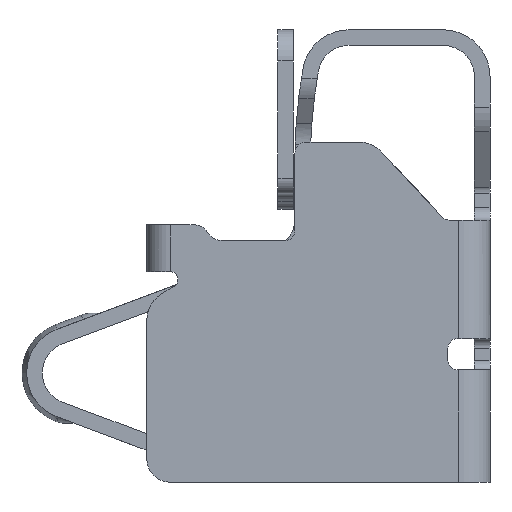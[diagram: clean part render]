
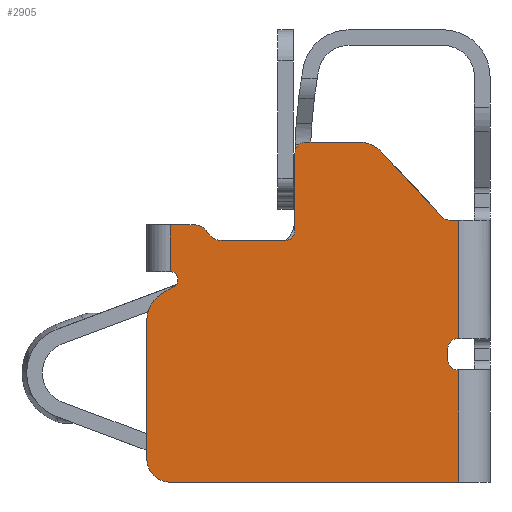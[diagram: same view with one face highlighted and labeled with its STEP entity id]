
A CAD part, left-side view. The second image highlights one B-rep face of the part: STEP entity #2905.
In plain terms, the highlighted planar face has unit normal (-1, 0, 0).
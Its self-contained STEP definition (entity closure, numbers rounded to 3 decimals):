
#186=DIRECTION('',(0.,0.,-1.));
#187=VECTOR('',#186,0.08);
#188=CARTESIAN_POINT('',(-0.5,-0.49,-2.04));
#189=LINE('',#188,#187);
#190=DIRECTION('',(0.,1.,0.));
#191=VECTOR('',#190,0.01);
#192=CARTESIAN_POINT('',(-0.5,-0.56,-2.18));
#193=LINE('',#192,#191);
#194=DIRECTION('',(0.,0.,1.));
#195=VECTOR('',#194,0.72);
#196=CARTESIAN_POINT('',(-0.5,-0.56,-2.9));
#197=LINE('',#196,#195);
#198=CARTESIAN_POINT('',(-0.5,1.29,-2.75));
#199=DIRECTION('',(-1.,0.,0.));
#200=DIRECTION('',(0.,1.,0.));
#201=AXIS2_PLACEMENT_3D('',#198,#199,#200);
#203=DIRECTION('',(0.,0.,-1.));
#204=VECTOR('',#203,0.888);
#205=CARTESIAN_POINT('',(-0.5,1.44,-1.862));
#206=LINE('',#205,#204);
#207=CARTESIAN_POINT('',(-0.5,1.24,-1.862));
#208=DIRECTION('',(1.,0.,0.));
#209=DIRECTION('',(0.,1.,0.));
#210=AXIS2_PLACEMENT_3D('',#207,#208,#209);
#212=DIRECTION('',(0.,0.854,-0.521));
#213=VECTOR('',#212,0.094);
#214=CARTESIAN_POINT('',(-0.5,1.264,-1.643));
#215=LINE('',#214,#213);
#216=CARTESIAN_POINT('',(-0.5,1.29,-1.6));
#217=DIRECTION('',(1.,0.,0.));
#218=DIRECTION('',(0.,0.,1.));
#219=AXIS2_PLACEMENT_3D('',#216,#217,#218);
#221=DIRECTION('',(0.,0.,1.));
#222=VECTOR('',#221,0.3);
#223=CARTESIAN_POINT('',(-0.5,1.29,-1.55));
#224=LINE('',#223,#222);
#225=DIRECTION('',(0.,1.,0.));
#226=VECTOR('',#225,0.153);
#227=CARTESIAN_POINT('',(-0.5,1.137,-1.25));
#228=LINE('',#227,#226);
#229=CARTESIAN_POINT('',(-0.5,1.137,-1.35));
#230=DIRECTION('',(-1.,0.,0.));
#231=DIRECTION('',(0.,-0.866,0.5));
#232=AXIS2_PLACEMENT_3D('',#229,#230,#231);
#234=CARTESIAN_POINT('',(-0.5,0.963,-1.25));
#235=DIRECTION('',(1.,0.,0.));
#236=DIRECTION('',(0.,0.,-1.));
#237=AXIS2_PLACEMENT_3D('',#234,#235,#236);
#239=DIRECTION('',(0.,1.,0.));
#240=VECTOR('',#239,0.411);
#241=CARTESIAN_POINT('',(-0.5,0.552,-1.35));
#242=LINE('',#241,#240);
#243=CARTESIAN_POINT('',(-0.5,0.552,-1.288));
#244=DIRECTION('',(1.,0.,0.));
#245=DIRECTION('',(0.,-1.,0.));
#246=AXIS2_PLACEMENT_3D('',#243,#244,#245);
#248=DIRECTION('',(0.,0.,-1.));
#249=VECTOR('',#248,0.498);
#250=CARTESIAN_POINT('',(-0.5,0.49,-0.79));
#251=LINE('',#250,#249);
#252=CARTESIAN_POINT('',(-0.5,0.42,-0.79));
#253=DIRECTION('',(-1.,0.,0.));
#254=DIRECTION('',(0.,0.,1.));
#255=AXIS2_PLACEMENT_3D('',#252,#253,#254);
#257=DIRECTION('',(0.,1.,0.));
#258=VECTOR('',#257,0.34);
#259=CARTESIAN_POINT('',(-0.5,0.08,-0.72));
#260=LINE('',#259,#258);
#261=CARTESIAN_POINT('',(-0.5,0.08,-0.92));
#262=DIRECTION('',(-1.,0.,0.));
#263=DIRECTION('',(0.,-0.73,0.683));
#264=AXIS2_PLACEMENT_3D('',#261,#262,#263);
#266=DIRECTION('',(0.,0.683,0.73));
#267=VECTOR('',#266,0.572);
#268=CARTESIAN_POINT('',(-0.5,-0.456,-1.201));
#269=LINE('',#268,#267);
#270=CARTESIAN_POINT('',(-0.5,-0.5,-1.16));
#271=DIRECTION('',(1.,0.,0.));
#272=DIRECTION('',(0.,0.,-1.));
#273=AXIS2_PLACEMENT_3D('',#270,#271,#272);
#275=DIRECTION('',(0.,0.,1.));
#276=VECTOR('',#275,0.76);
#277=CARTESIAN_POINT('',(-0.5,-0.56,-1.98));
#278=LINE('',#277,#276);
#279=DIRECTION('',(0.,1.,0.));
#280=VECTOR('',#279,0.01);
#281=CARTESIAN_POINT('',(-0.5,-0.56,-1.98));
#282=LINE('',#281,#280);
#767=DIRECTION('',(0.,-1.,0.));
#768=VECTOR('',#767,1.85);
#769=CARTESIAN_POINT('',(-0.5,1.29,-2.9));
#770=LINE('',#769,#768);
#1497=CARTESIAN_POINT('',(-0.5,-0.55,-2.12));
#1498=DIRECTION('',(1.,0.,0.));
#1499=DIRECTION('',(0.,0.,-1.));
#1500=AXIS2_PLACEMENT_3D('',#1497,#1498,#1499);
#1537=CARTESIAN_POINT('',(-0.5,-0.55,-2.04));
#1538=DIRECTION('',(1.,0.,0.));
#1539=DIRECTION('',(0.,1.,0.));
#1540=AXIS2_PLACEMENT_3D('',#1537,#1538,#1539);
#1552=DIRECTION('',(0.,1.,0.));
#1553=VECTOR('',#1552,0.06);
#1554=CARTESIAN_POINT('',(-0.5,-0.56,-1.22));
#1555=LINE('',#1554,#1553);
#2411=CARTESIAN_POINT('',(-0.5,-0.5,-1.22));
#2412=CARTESIAN_POINT('',(-0.5,-0.456,-1.201));
#2413=VERTEX_POINT('',#2411);
#2414=VERTEX_POINT('',#2412);
#2415=CARTESIAN_POINT('',(-0.5,-0.066,-0.783));
#2416=VERTEX_POINT('',#2415);
#2417=CARTESIAN_POINT('',(-0.5,0.08,-0.72));
#2418=VERTEX_POINT('',#2417);
#2419=CARTESIAN_POINT('',(-0.5,0.42,-0.72));
#2420=VERTEX_POINT('',#2419);
#2421=CARTESIAN_POINT('',(-0.5,1.44,-2.75));
#2422=CARTESIAN_POINT('',(-0.5,1.29,-2.9));
#2423=VERTEX_POINT('',#2421);
#2424=VERTEX_POINT('',#2422);
#2479=CARTESIAN_POINT('',(-0.5,-0.56,-1.22));
#2481=VERTEX_POINT('',#2479);
#2486=CARTESIAN_POINT('',(-0.5,-0.56,-1.98));
#2487=VERTEX_POINT('',#2486);
#2488=CARTESIAN_POINT('',(-0.5,-0.56,-2.9));
#2489=VERTEX_POINT('',#2488);
#2494=CARTESIAN_POINT('',(-0.5,0.49,-0.79));
#2495=VERTEX_POINT('',#2494);
#2496=CARTESIAN_POINT('',(-0.5,0.49,-1.288));
#2497=VERTEX_POINT('',#2496);
#2498=CARTESIAN_POINT('',(-0.5,0.552,-1.35));
#2499=VERTEX_POINT('',#2498);
#2500=CARTESIAN_POINT('',(-0.5,0.963,-1.35));
#2501=VERTEX_POINT('',#2500);
#2502=CARTESIAN_POINT('',(-0.5,1.05,-1.3));
#2503=VERTEX_POINT('',#2502);
#2504=CARTESIAN_POINT('',(-0.5,1.137,-1.25));
#2505=VERTEX_POINT('',#2504);
#2566=CARTESIAN_POINT('',(-0.5,1.264,-1.643));
#2568=VERTEX_POINT('',#2566);
#2570=CARTESIAN_POINT('',(-0.5,1.344,-1.692));
#2572=VERTEX_POINT('',#2570);
#2574=CARTESIAN_POINT('',(-0.5,1.44,-1.862));
#2575=VERTEX_POINT('',#2574);
#2606=CARTESIAN_POINT('',(-0.5,1.29,-1.55));
#2607=CARTESIAN_POINT('',(-0.5,1.29,-1.25));
#2608=VERTEX_POINT('',#2606);
#2609=VERTEX_POINT('',#2607);
#2738=CARTESIAN_POINT('',(-0.5,-0.56,-2.18));
#2740=VERTEX_POINT('',#2738);
#2763=CARTESIAN_POINT('',(-0.5,-0.49,-2.12));
#2765=VERTEX_POINT('',#2763);
#2767=CARTESIAN_POINT('',(-0.5,-0.55,-2.18));
#2769=VERTEX_POINT('',#2767);
#2770=CARTESIAN_POINT('',(-0.5,-0.49,-2.04));
#2772=VERTEX_POINT('',#2770);
#2774=CARTESIAN_POINT('',(-0.5,-0.55,-1.98));
#2776=VERTEX_POINT('',#2774);
#2846=CARTESIAN_POINT('',(-0.5,0.,0.));
#2847=DIRECTION('',(1.,0.,0.));
#2848=DIRECTION('',(0.,0.,-1.));
#2849=AXIS2_PLACEMENT_3D('',#2846,#2847,#2848);
#2850=PLANE('',#2849);
#2852=ORIENTED_EDGE('',*,*,#2851,.T.);
#2854=ORIENTED_EDGE('',*,*,#2853,.F.);
#2856=ORIENTED_EDGE('',*,*,#2855,.F.);
#2858=ORIENTED_EDGE('',*,*,#2857,.F.);
#2860=ORIENTED_EDGE('',*,*,#2859,.F.);
#2862=ORIENTED_EDGE('',*,*,#2861,.F.);
#2864=ORIENTED_EDGE('',*,*,#2863,.F.);
#2866=ORIENTED_EDGE('',*,*,#2865,.T.);
#2868=ORIENTED_EDGE('',*,*,#2867,.F.);
#2870=ORIENTED_EDGE('',*,*,#2869,.F.);
#2872=ORIENTED_EDGE('',*,*,#2871,.T.);
#2874=ORIENTED_EDGE('',*,*,#2873,.F.);
#2876=ORIENTED_EDGE('',*,*,#2875,.F.);
#2878=ORIENTED_EDGE('',*,*,#2877,.F.);
#2880=ORIENTED_EDGE('',*,*,#2879,.F.);
#2882=ORIENTED_EDGE('',*,*,#2881,.F.);
#2884=ORIENTED_EDGE('',*,*,#2883,.F.);
#2886=ORIENTED_EDGE('',*,*,#2885,.F.);
#2888=ORIENTED_EDGE('',*,*,#2887,.F.);
#2890=ORIENTED_EDGE('',*,*,#2889,.F.);
#2892=ORIENTED_EDGE('',*,*,#2891,.F.);
#2894=ORIENTED_EDGE('',*,*,#2893,.F.);
#2896=ORIENTED_EDGE('',*,*,#2895,.F.);
#2898=ORIENTED_EDGE('',*,*,#2897,.F.);
#2900=ORIENTED_EDGE('',*,*,#2899,.T.);
#2902=ORIENTED_EDGE('',*,*,#2901,.F.);
#2903=EDGE_LOOP('',(#2852,#2854,#2856,#2858,#2860,#2862,#2864,#2866,#2868,#2870,
#2872,#2874,#2876,#2878,#2880,#2882,#2884,#2886,#2888,#2890,#2892,#2894,#2896,
#2898,#2900,#2902));
#2904=FACE_OUTER_BOUND('',#2903,.F.);
#202=CIRCLE('',#201,0.15);
#211=CIRCLE('',#210,0.2);
#220=CIRCLE('',#219,0.05);
#233=CIRCLE('',#232,0.1);
#238=CIRCLE('',#237,0.1);
#247=CIRCLE('',#246,0.062);
#256=CIRCLE('',#255,0.07);
#265=CIRCLE('',#264,0.2);
#274=CIRCLE('',#273,0.06);
#1501=CIRCLE('',#1500,0.06);
#1541=CIRCLE('',#1540,0.06);
#2851=EDGE_CURVE('',#2772,#2765,#189,.T.);
#2853=EDGE_CURVE('',#2769,#2765,#1501,.T.);
#2855=EDGE_CURVE('',#2740,#2769,#193,.T.);
#2857=EDGE_CURVE('',#2489,#2740,#197,.T.);
#2859=EDGE_CURVE('',#2424,#2489,#770,.T.);
#2861=EDGE_CURVE('',#2423,#2424,#202,.T.);
#2863=EDGE_CURVE('',#2575,#2423,#206,.T.);
#2865=EDGE_CURVE('',#2575,#2572,#211,.T.);
#2867=EDGE_CURVE('',#2568,#2572,#215,.T.);
#2869=EDGE_CURVE('',#2608,#2568,#220,.T.);
#2871=EDGE_CURVE('',#2608,#2609,#224,.T.);
#2873=EDGE_CURVE('',#2505,#2609,#228,.T.);
#2875=EDGE_CURVE('',#2503,#2505,#233,.T.);
#2877=EDGE_CURVE('',#2501,#2503,#238,.T.);
#2879=EDGE_CURVE('',#2499,#2501,#242,.T.);
#2881=EDGE_CURVE('',#2497,#2499,#247,.T.);
#2883=EDGE_CURVE('',#2495,#2497,#251,.T.);
#2885=EDGE_CURVE('',#2420,#2495,#256,.T.);
#2887=EDGE_CURVE('',#2418,#2420,#260,.T.);
#2889=EDGE_CURVE('',#2416,#2418,#265,.T.);
#2891=EDGE_CURVE('',#2414,#2416,#269,.T.);
#2893=EDGE_CURVE('',#2413,#2414,#274,.T.);
#2895=EDGE_CURVE('',#2481,#2413,#1555,.T.);
#2897=EDGE_CURVE('',#2487,#2481,#278,.T.);
#2899=EDGE_CURVE('',#2487,#2776,#282,.T.);
#2901=EDGE_CURVE('',#2772,#2776,#1541,.T.);
#2905=ADVANCED_FACE('',(#2904),#2850,.F.);
